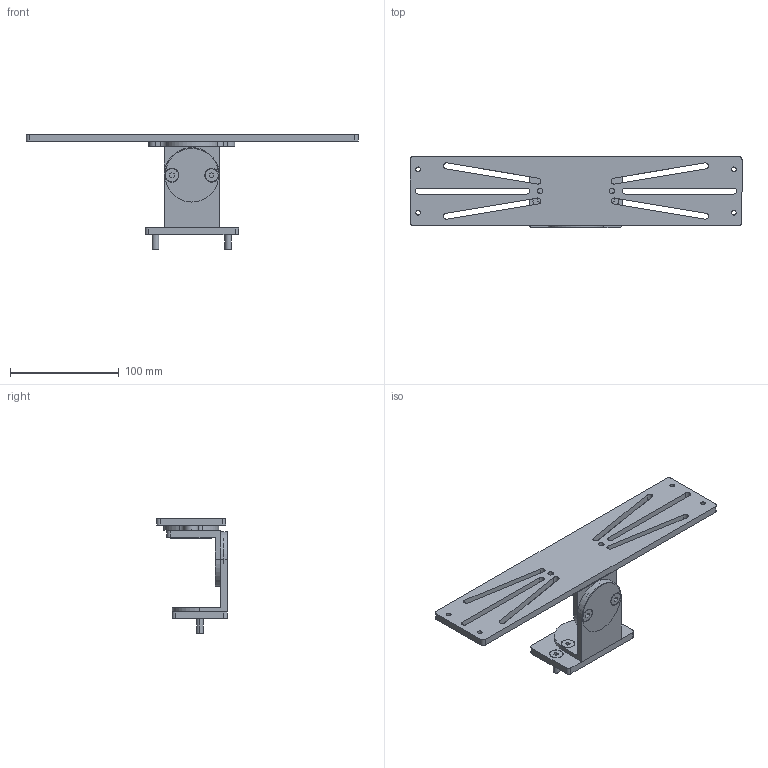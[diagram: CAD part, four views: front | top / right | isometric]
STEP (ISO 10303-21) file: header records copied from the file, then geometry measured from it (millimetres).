
FILE_DESCRIPTION (( 'STEP AP214' ), '1' );
FILE_NAME ('PB300-M5_R2.step', '2018-04-17T15:41:33', ( '' ), ( '' ), 'SwSTEP 2.0', 'SolidWorks 2018', '' );
FILE_SCHEMA (( 'AUTOMOTIVE_DESIGN' ));
Length unit declared in the file: millimetre
Products named in the file (11): 3A-31-0505-09; PB300-M5_R2; 3A-31-0505-07; 3A-31-0505-08; PB300_R2; 3A-31-0505-05; 3A-31-0505-01; 3A-31-0505-03; 3A-31-0505-02; 3A-31-0505-04; 3A-31-0505-06
Assembly tree (14 placements, depth 2):
  PB300-M5_R2
    3A-31-0505-01
    3A-31-0505-02
    3A-31-0505-03
    3A-31-0505-04
    3A-31-0505-05
    3A-31-0505-06  x4
    3A-31-0505-07  x2
    3A-31-0505-08
    3A-31-0505-09
    PB300_R2
Bounding box: 304.8 x 65.09 x 106.08 mm (x, y, z)
Volume: 191303.9 mm3; surface area: 94214.2 mm2
Topology: 14 solids, 14 shells, 302 faces, 753 edges, 492 vertices
Faces by surface type: cylinder 135, plane 111, cone 44, bspline 12
Entity records: 7735 total; most frequent: DIRECTION 1343, CARTESIAN_POINT 1256, ORIENTED_EDGE 1150, EDGE_CURVE 575, AXIS2_PLACEMENT_3D 529, VERTEX_POINT 378, EDGE_LOOP 297, CIRCLE 290
